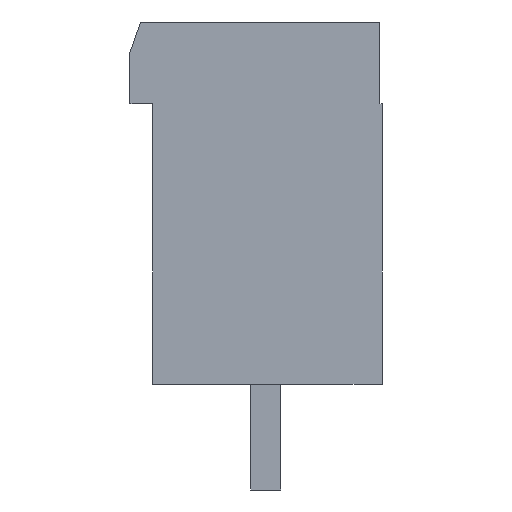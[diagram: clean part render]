
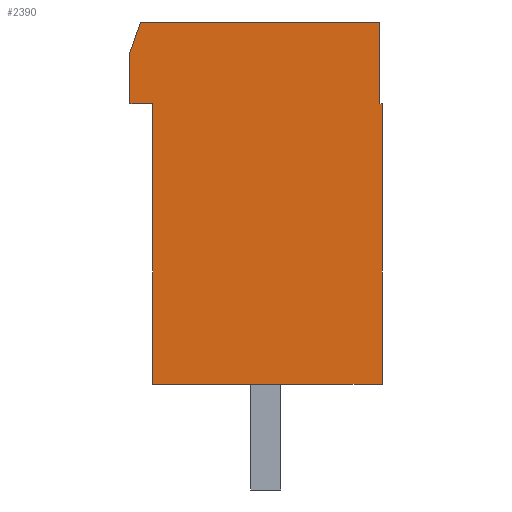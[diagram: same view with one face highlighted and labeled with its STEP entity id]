
A CAD part, left-side view. The second image highlights one B-rep face of the part: STEP entity #2390.
In plain terms, the highlighted planar face has unit normal (-1, 0, 0).
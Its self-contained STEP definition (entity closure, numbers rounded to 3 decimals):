
#13=DIRECTION('',(0.,-1.,0.));
#14=VECTOR('',#13,7.93);
#15=CARTESIAN_POINT('',(-16.15,4.2,0.));
#16=LINE('',#15,#14);
#17=DIRECTION('',(0.,0.,-1.));
#18=VECTOR('',#17,2.7);
#19=CARTESIAN_POINT('',(-16.15,-3.73,0.));
#20=LINE('',#19,#18);
#21=DIRECTION('',(0.,-1.,0.));
#22=VECTOR('',#21,0.07);
#23=CARTESIAN_POINT('',(-16.15,-3.73,-2.7));
#24=LINE('',#23,#22);
#25=DIRECTION('',(0.,0.,-1.));
#26=VECTOR('',#25,9.3);
#27=CARTESIAN_POINT('',(-16.15,-3.8,-2.7));
#28=LINE('',#27,#26);
#29=DIRECTION('',(0.,1.,0.));
#30=VECTOR('',#29,7.6);
#31=CARTESIAN_POINT('',(-16.15,-3.8,-12.));
#32=LINE('',#31,#30);
#33=DIRECTION('',(0.,0.,1.));
#34=VECTOR('',#33,9.3);
#35=CARTESIAN_POINT('',(-16.15,3.8,-12.));
#36=LINE('',#35,#34);
#37=DIRECTION('',(0.,1.,0.));
#38=VECTOR('',#37,0.75);
#39=CARTESIAN_POINT('',(-16.15,3.8,-2.7));
#40=LINE('',#39,#38);
#41=DIRECTION('',(0.,0.,1.));
#42=VECTOR('',#41,1.7);
#43=CARTESIAN_POINT('',(-16.15,4.55,-2.7));
#44=LINE('',#43,#42);
#45=DIRECTION('',(0.,-0.33,0.944));
#46=VECTOR('',#45,1.059);
#47=CARTESIAN_POINT('',(-16.15,4.55,-1.));
#48=LINE('',#47,#46);
#1801=CARTESIAN_POINT('',(-16.15,4.2,0.));
#1802=CARTESIAN_POINT('',(-16.15,-3.73,0.));
#1803=VERTEX_POINT('',#1801);
#1804=VERTEX_POINT('',#1802);
#1805=CARTESIAN_POINT('',(-16.15,-3.73,-2.7));
#1806=VERTEX_POINT('',#1805);
#1807=CARTESIAN_POINT('',(-16.15,-3.8,-2.7));
#1808=VERTEX_POINT('',#1807);
#1809=CARTESIAN_POINT('',(-16.15,-3.8,-12.));
#1810=VERTEX_POINT('',#1809);
#1811=CARTESIAN_POINT('',(-16.15,3.8,-12.));
#1812=VERTEX_POINT('',#1811);
#1813=CARTESIAN_POINT('',(-16.15,3.8,-2.7));
#1814=VERTEX_POINT('',#1813);
#1815=CARTESIAN_POINT('',(-16.15,4.55,-2.7));
#1816=VERTEX_POINT('',#1815);
#1817=CARTESIAN_POINT('',(-16.15,4.55,-1.));
#1818=VERTEX_POINT('',#1817);
#2365=CARTESIAN_POINT('',(-16.15,0.,0.));
#2366=DIRECTION('',(1.,0.,0.));
#2367=DIRECTION('',(0.,0.,-1.));
#2368=AXIS2_PLACEMENT_3D('',#2365,#2366,#2367);
#2369=PLANE('',#2368);
#2371=ORIENTED_EDGE('',*,*,#2370,.T.);
#2373=ORIENTED_EDGE('',*,*,#2372,.T.);
#2375=ORIENTED_EDGE('',*,*,#2374,.T.);
#2377=ORIENTED_EDGE('',*,*,#2376,.T.);
#2379=ORIENTED_EDGE('',*,*,#2378,.T.);
#2381=ORIENTED_EDGE('',*,*,#2380,.T.);
#2383=ORIENTED_EDGE('',*,*,#2382,.T.);
#2385=ORIENTED_EDGE('',*,*,#2384,.T.);
#2387=ORIENTED_EDGE('',*,*,#2386,.T.);
#2388=EDGE_LOOP('',(#2371,#2373,#2375,#2377,#2379,#2381,#2383,#2385,#2387));
#2389=FACE_OUTER_BOUND('',#2388,.F.);
#2370=EDGE_CURVE('',#1803,#1804,#16,.T.);
#2372=EDGE_CURVE('',#1804,#1806,#20,.T.);
#2374=EDGE_CURVE('',#1806,#1808,#24,.T.);
#2376=EDGE_CURVE('',#1808,#1810,#28,.T.);
#2378=EDGE_CURVE('',#1810,#1812,#32,.T.);
#2380=EDGE_CURVE('',#1812,#1814,#36,.T.);
#2382=EDGE_CURVE('',#1814,#1816,#40,.T.);
#2384=EDGE_CURVE('',#1816,#1818,#44,.T.);
#2386=EDGE_CURVE('',#1818,#1803,#48,.T.);
#2390=ADVANCED_FACE('',(#2389),#2369,.F.);
